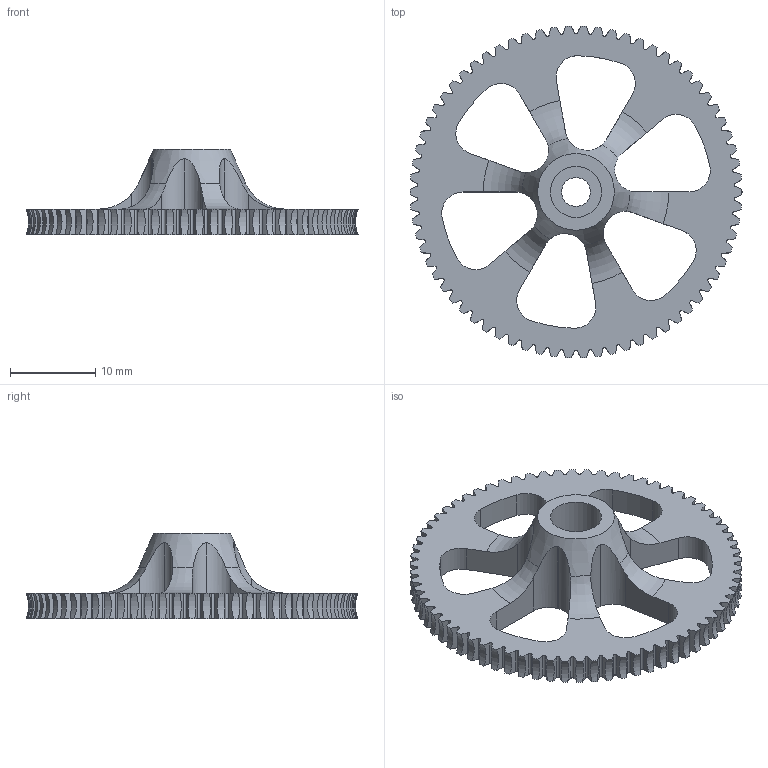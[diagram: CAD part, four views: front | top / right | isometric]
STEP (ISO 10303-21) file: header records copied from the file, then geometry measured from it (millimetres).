
FILE_DESCRIPTION(('FreeCAD Model'),'2;1');
FILE_NAME('AM8_LevelingKnob.step', '2019-06-23T17:25:46',('Author'),(''), 'Open CASCADE STEP processor 7.2','FreeCAD','Unknown');
FILE_SCHEMA(('AUTOMOTIVE_DESIGN { 1 0 10303 214 1 1 1 1 }'));
Length unit declared in the file: millimetre
Products named in the file (1): Cut003
Bounding box: 38.98 x 38.97 x 10 mm (x, y, z)
Volume: 2528.4 mm3; surface area: 2942.6 mm2
Topology: 1 solids, 1 shells, 343 faces, 1033 edges, 688 vertices
Faces by surface type: extrusion 140, cylinder 108, torus 78, plane 16, cone 1
Full cylindrical faces by diameter (mm): 3.4 x1, 6 x1
Entity records: 35658 total; most frequent: CARTESIAN_POINT 17626, DIRECTION 2648, ORIENTED_EDGE 2066, PCURVE 2066, DEFINITIONAL_REPRESENTATION 2066, VECTOR 1427, LINE 1287, B_SPLINE_CURVE_WITH_KNOTS 1219
